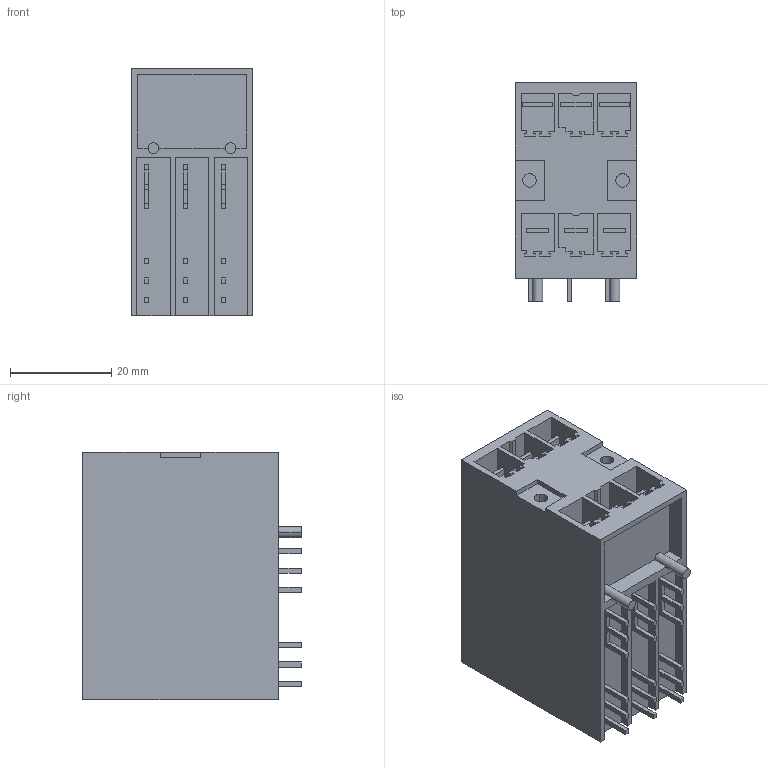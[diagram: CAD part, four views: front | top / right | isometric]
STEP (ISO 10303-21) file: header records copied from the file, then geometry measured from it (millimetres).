
FILE_DESCRIPTION(('CATIA V5 STEP Exchange','CAx-IF Rec.Pracs.--- Model Styling and Organization---1.2---2011-12-15'),'2;1');
FILE_NAME ('D1462042_0_2431540000_2431540000.stp','2017-11-04T09:04:17+00:00',('none'),('Weidmueller'),'CATIA Version 5-6 Release 2014','CATIA V5 STEP AP214','none');
FILE_SCHEMA(('AUTOMOTIVE_DESIGN { 1 0 10303 214 1 1 1 1 }'));
Length unit declared in the file: millimetre
Products named in the file (1): 2431540000
Bounding box: 24.08 x 43.2 x 48.9 mm (x, y, z)
Volume: 36306.6 mm3; surface area: 22246.3 mm2
Topology: 7 solids, 7 shells, 541 faces, 1544 edges, 1030 vertices
Faces by surface type: plane 533, cylinder 8
Entity records: 16270 total; most frequent: ORIENTED_EDGE 3088, CARTESIAN_POINT 2905, DIRECTION 2204, EDGE_CURVE 1544, VECTOR 1528, LINE 1528, VERTEX_POINT 1030, EDGE_LOOP 578
